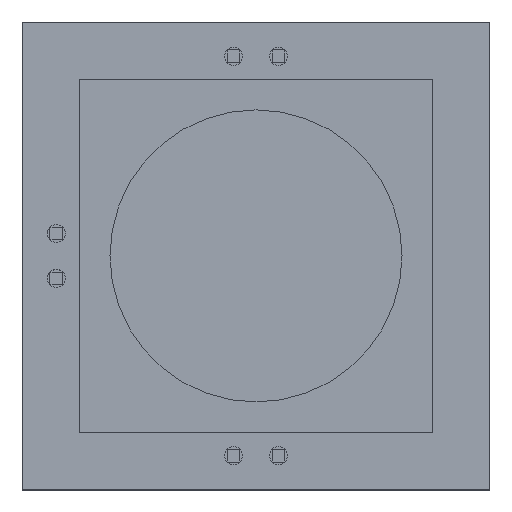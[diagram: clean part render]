
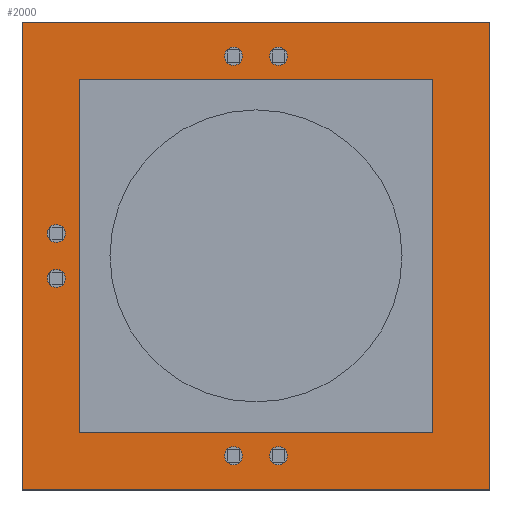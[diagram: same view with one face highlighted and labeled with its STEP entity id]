
A CAD part, top view. The second image highlights one B-rep face of the part: STEP entity #2000.
In plain terms, the highlighted planar face has unit normal (0, 0, 1).
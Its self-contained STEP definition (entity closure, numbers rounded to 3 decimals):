
#1680 = VERTEX_POINT('',#1681);
#1681 = CARTESIAN_POINT('',(-10.414,10.414,1.55));
#1687 = EDGE_CURVE('',#1680,#1688,#1690,.T.);
#1688 = VERTEX_POINT('',#1689);
#1689 = CARTESIAN_POINT('',(10.414,10.414,1.55));
#1690 = LINE('',#1691,#1692);
#1691 = CARTESIAN_POINT('',(-10.414,10.414,1.55));
#1692 = VECTOR('',#1693,1.);
#1693 = DIRECTION('',(1.,0.,0.));
#1720 = VERTEX_POINT('',#1721);
#1721 = CARTESIAN_POINT('',(-10.414,-10.414,1.55));
#1727 = EDGE_CURVE('',#1720,#1680,#1728,.T.);
#1728 = LINE('',#1729,#1730);
#1729 = CARTESIAN_POINT('',(-10.414,-10.414,1.55));
#1730 = VECTOR('',#1731,1.);
#1731 = DIRECTION('',(0.,1.,0.));
#1749 = EDGE_CURVE('',#1688,#1750,#1752,.T.);
#1750 = VERTEX_POINT('',#1751);
#1751 = CARTESIAN_POINT('',(10.414,-10.414,1.55));
#1752 = LINE('',#1753,#1754);
#1753 = CARTESIAN_POINT('',(10.414,10.414,1.55));
#1754 = VECTOR('',#1755,1.);
#1755 = DIRECTION('',(0.,-1.,0.));
#2000 = ADVANCED_FACE('',(#2001,#2012,#2023,#2034,#2045,#2056,#2198,
    #2209),#2220,.T.);
#2001 = FACE_BOUND('',#2002,.T.);
#2002 = EDGE_LOOP('',(#2003,#2004,#2005,#2011));
#2003 = ORIENTED_EDGE('',*,*,#1687,.F.);
#2004 = ORIENTED_EDGE('',*,*,#1727,.F.);
#2005 = ORIENTED_EDGE('',*,*,#2006,.F.);
#2006 = EDGE_CURVE('',#1750,#1720,#2007,.T.);
#2007 = LINE('',#2008,#2009);
#2008 = CARTESIAN_POINT('',(10.414,-10.414,1.55));
#2009 = VECTOR('',#2010,1.);
#2010 = DIRECTION('',(-1.,0.,0.));
#2011 = ORIENTED_EDGE('',*,*,#1749,.F.);
#2012 = FACE_BOUND('',#2013,.T.);
#2013 = EDGE_LOOP('',(#2014));
#2014 = ORIENTED_EDGE('',*,*,#2015,.F.);
#2015 = EDGE_CURVE('',#2016,#2016,#2018,.T.);
#2016 = VERTEX_POINT('',#2017);
#2017 = CARTESIAN_POINT('',(1.4,8.89,1.55));
#2018 = CIRCLE('',#2019,0.4);
#2019 = AXIS2_PLACEMENT_3D('',#2020,#2021,#2022);
#2020 = CARTESIAN_POINT('',(1.,8.89,1.55));
#2021 = DIRECTION('',(0.,0.,1.));
#2022 = DIRECTION('',(1.,0.,0.));
#2023 = FACE_BOUND('',#2024,.T.);
#2024 = EDGE_LOOP('',(#2025));
#2025 = ORIENTED_EDGE('',*,*,#2026,.F.);
#2026 = EDGE_CURVE('',#2027,#2027,#2029,.T.);
#2027 = VERTEX_POINT('',#2028);
#2028 = CARTESIAN_POINT('',(-0.6,8.89,1.55));
#2029 = CIRCLE('',#2030,0.4);
#2030 = AXIS2_PLACEMENT_3D('',#2031,#2032,#2033);
#2031 = CARTESIAN_POINT('',(-1.,8.89,1.55));
#2032 = DIRECTION('',(0.,0.,1.));
#2033 = DIRECTION('',(1.,0.,0.));
#2034 = FACE_BOUND('',#2035,.T.);
#2035 = EDGE_LOOP('',(#2036));
#2036 = ORIENTED_EDGE('',*,*,#2037,.F.);
#2037 = EDGE_CURVE('',#2038,#2038,#2040,.T.);
#2038 = VERTEX_POINT('',#2039);
#2039 = CARTESIAN_POINT('',(1.4,-8.89,1.55));
#2040 = CIRCLE('',#2041,0.4);
#2041 = AXIS2_PLACEMENT_3D('',#2042,#2043,#2044);
#2042 = CARTESIAN_POINT('',(1.,-8.89,1.55));
#2043 = DIRECTION('',(0.,0.,1.));
#2044 = DIRECTION('',(1.,0.,0.));
#2045 = FACE_BOUND('',#2046,.T.);
#2046 = EDGE_LOOP('',(#2047));
#2047 = ORIENTED_EDGE('',*,*,#2048,.F.);
#2048 = EDGE_CURVE('',#2049,#2049,#2051,.T.);
#2049 = VERTEX_POINT('',#2050);
#2050 = CARTESIAN_POINT('',(-0.6,-8.89,1.55));
#2051 = CIRCLE('',#2052,0.4);
#2052 = AXIS2_PLACEMENT_3D('',#2053,#2054,#2055);
#2053 = CARTESIAN_POINT('',(-1.,-8.89,1.55));
#2054 = DIRECTION('',(0.,0.,1.));
#2055 = DIRECTION('',(1.,0.,0.));
#2056 = FACE_BOUND('',#2057,.T.);
#2057 = EDGE_LOOP('',(#2058,#2068,#2077,#2086,#2095,#2103,#2112,#2121,
    #2130,#2138,#2147,#2156,#2165,#2173,#2182,#2191));
#2058 = ORIENTED_EDGE('',*,*,#2059,.F.);
#2059 = EDGE_CURVE('',#2060,#2062,#2064,.T.);
#2060 = VERTEX_POINT('',#2061);
#2061 = CARTESIAN_POINT('',(-7.875,2.415,1.55));
#2062 = VERTEX_POINT('',#2063);
#2063 = CARTESIAN_POINT('',(-7.875,-2.415,1.55));
#2064 = LINE('',#2065,#2066);
#2065 = CARTESIAN_POINT('',(-7.875,2.415,1.55));
#2066 = VECTOR('',#2067,1.);
#2067 = DIRECTION('',(0.,-1.,0.));
#2068 = ORIENTED_EDGE('',*,*,#2069,.F.);
#2069 = EDGE_CURVE('',#2070,#2060,#2072,.T.);
#2070 = VERTEX_POINT('',#2071);
#2071 = CARTESIAN_POINT('',(-6.055,4.235,1.55));
#2072 = CIRCLE('',#2073,1.82);
#2073 = AXIS2_PLACEMENT_3D('',#2074,#2075,#2076);
#2074 = CARTESIAN_POINT('',(-6.055,2.415,1.55));
#2075 = DIRECTION('',(0.,0.,1.));
#2076 = DIRECTION('',(1.,0.,0.));
#2077 = ORIENTED_EDGE('',*,*,#2078,.T.);
#2078 = EDGE_CURVE('',#2070,#2079,#2081,.T.);
#2079 = VERTEX_POINT('',#2080);
#2080 = CARTESIAN_POINT('',(-4.235,6.055,1.55));
#2081 = CIRCLE('',#2082,1.82);
#2082 = AXIS2_PLACEMENT_3D('',#2083,#2084,#2085);
#2083 = CARTESIAN_POINT('',(-6.055,6.055,1.55));
#2084 = DIRECTION('',(0.,0.,1.));
#2085 = DIRECTION('',(1.,0.,0.));
#2086 = ORIENTED_EDGE('',*,*,#2087,.F.);
#2087 = EDGE_CURVE('',#2088,#2079,#2090,.T.);
#2088 = VERTEX_POINT('',#2089);
#2089 = CARTESIAN_POINT('',(-2.415,7.875,1.55));
#2090 = CIRCLE('',#2091,1.82);
#2091 = AXIS2_PLACEMENT_3D('',#2092,#2093,#2094);
#2092 = CARTESIAN_POINT('',(-2.415,6.055,1.55));
#2093 = DIRECTION('',(0.,0.,1.));
#2094 = DIRECTION('',(1.,0.,0.));
#2095 = ORIENTED_EDGE('',*,*,#2096,.T.);
#2096 = EDGE_CURVE('',#2088,#2097,#2099,.T.);
#2097 = VERTEX_POINT('',#2098);
#2098 = CARTESIAN_POINT('',(2.415,7.875,1.55));
#2099 = LINE('',#2100,#2101);
#2100 = CARTESIAN_POINT('',(-2.415,7.875,1.55));
#2101 = VECTOR('',#2102,1.);
#2102 = DIRECTION('',(1.,0.,0.));
#2103 = ORIENTED_EDGE('',*,*,#2104,.F.);
#2104 = EDGE_CURVE('',#2105,#2097,#2107,.T.);
#2105 = VERTEX_POINT('',#2106);
#2106 = CARTESIAN_POINT('',(4.235,6.055,1.55));
#2107 = CIRCLE('',#2108,1.82);
#2108 = AXIS2_PLACEMENT_3D('',#2109,#2110,#2111);
#2109 = CARTESIAN_POINT('',(2.415,6.055,1.55));
#2110 = DIRECTION('',(0.,0.,1.));
#2111 = DIRECTION('',(1.,0.,0.));
#2112 = ORIENTED_EDGE('',*,*,#2113,.T.);
#2113 = EDGE_CURVE('',#2105,#2114,#2116,.T.);
#2114 = VERTEX_POINT('',#2115);
#2115 = CARTESIAN_POINT('',(6.055,4.235,1.55));
#2116 = CIRCLE('',#2117,1.82);
#2117 = AXIS2_PLACEMENT_3D('',#2118,#2119,#2120);
#2118 = CARTESIAN_POINT('',(6.055,6.055,1.55));
#2119 = DIRECTION('',(0.,0.,1.));
#2120 = DIRECTION('',(1.,0.,0.));
#2121 = ORIENTED_EDGE('',*,*,#2122,.F.);
#2122 = EDGE_CURVE('',#2123,#2114,#2125,.T.);
#2123 = VERTEX_POINT('',#2124);
#2124 = CARTESIAN_POINT('',(7.875,2.415,1.55));
#2125 = CIRCLE('',#2126,1.82);
#2126 = AXIS2_PLACEMENT_3D('',#2127,#2128,#2129);
#2127 = CARTESIAN_POINT('',(6.055,2.415,1.55));
#2128 = DIRECTION('',(0.,0.,1.));
#2129 = DIRECTION('',(1.,0.,0.));
#2130 = ORIENTED_EDGE('',*,*,#2131,.T.);
#2131 = EDGE_CURVE('',#2123,#2132,#2134,.T.);
#2132 = VERTEX_POINT('',#2133);
#2133 = CARTESIAN_POINT('',(7.875,-2.415,1.55));
#2134 = LINE('',#2135,#2136);
#2135 = CARTESIAN_POINT('',(7.875,2.415,1.55));
#2136 = VECTOR('',#2137,1.);
#2137 = DIRECTION('',(0.,-1.,0.));
#2138 = ORIENTED_EDGE('',*,*,#2139,.F.);
#2139 = EDGE_CURVE('',#2140,#2132,#2142,.T.);
#2140 = VERTEX_POINT('',#2141);
#2141 = CARTESIAN_POINT('',(6.055,-4.235,1.55));
#2142 = CIRCLE('',#2143,1.82);
#2143 = AXIS2_PLACEMENT_3D('',#2144,#2145,#2146);
#2144 = CARTESIAN_POINT('',(6.055,-2.415,1.55));
#2145 = DIRECTION('',(0.,0.,1.));
#2146 = DIRECTION('',(1.,0.,0.));
#2147 = ORIENTED_EDGE('',*,*,#2148,.T.);
#2148 = EDGE_CURVE('',#2140,#2149,#2151,.T.);
#2149 = VERTEX_POINT('',#2150);
#2150 = CARTESIAN_POINT('',(4.235,-6.055,1.55));
#2151 = CIRCLE('',#2152,1.82);
#2152 = AXIS2_PLACEMENT_3D('',#2153,#2154,#2155);
#2153 = CARTESIAN_POINT('',(6.055,-6.055,1.55));
#2154 = DIRECTION('',(0.,0.,1.));
#2155 = DIRECTION('',(1.,0.,0.));
#2156 = ORIENTED_EDGE('',*,*,#2157,.F.);
#2157 = EDGE_CURVE('',#2158,#2149,#2160,.T.);
#2158 = VERTEX_POINT('',#2159);
#2159 = CARTESIAN_POINT('',(2.415,-7.875,1.55));
#2160 = CIRCLE('',#2161,1.82);
#2161 = AXIS2_PLACEMENT_3D('',#2162,#2163,#2164);
#2162 = CARTESIAN_POINT('',(2.415,-6.055,1.55));
#2163 = DIRECTION('',(0.,0.,1.));
#2164 = DIRECTION('',(1.,0.,0.));
#2165 = ORIENTED_EDGE('',*,*,#2166,.F.);
#2166 = EDGE_CURVE('',#2167,#2158,#2169,.T.);
#2167 = VERTEX_POINT('',#2168);
#2168 = CARTESIAN_POINT('',(-2.415,-7.875,1.55));
#2169 = LINE('',#2170,#2171);
#2170 = CARTESIAN_POINT('',(-2.415,-7.875,1.55));
#2171 = VECTOR('',#2172,1.);
#2172 = DIRECTION('',(1.,0.,0.));
#2173 = ORIENTED_EDGE('',*,*,#2174,.F.);
#2174 = EDGE_CURVE('',#2175,#2167,#2177,.T.);
#2175 = VERTEX_POINT('',#2176);
#2176 = CARTESIAN_POINT('',(-4.235,-6.055,1.55));
#2177 = CIRCLE('',#2178,1.82);
#2178 = AXIS2_PLACEMENT_3D('',#2179,#2180,#2181);
#2179 = CARTESIAN_POINT('',(-2.415,-6.055,1.55));
#2180 = DIRECTION('',(0.,0.,1.));
#2181 = DIRECTION('',(1.,0.,0.));
#2182 = ORIENTED_EDGE('',*,*,#2183,.T.);
#2183 = EDGE_CURVE('',#2175,#2184,#2186,.T.);
#2184 = VERTEX_POINT('',#2185);
#2185 = CARTESIAN_POINT('',(-6.055,-4.235,1.55));
#2186 = CIRCLE('',#2187,1.82);
#2187 = AXIS2_PLACEMENT_3D('',#2188,#2189,#2190);
#2188 = CARTESIAN_POINT('',(-6.055,-6.055,1.55));
#2189 = DIRECTION('',(0.,0.,1.));
#2190 = DIRECTION('',(1.,0.,0.));
#2191 = ORIENTED_EDGE('',*,*,#2192,.F.);
#2192 = EDGE_CURVE('',#2062,#2184,#2193,.T.);
#2193 = CIRCLE('',#2194,1.82);
#2194 = AXIS2_PLACEMENT_3D('',#2195,#2196,#2197);
#2195 = CARTESIAN_POINT('',(-6.055,-2.415,1.55));
#2196 = DIRECTION('',(0.,0.,1.));
#2197 = DIRECTION('',(1.,0.,0.));
#2198 = FACE_BOUND('',#2199,.T.);
#2199 = EDGE_LOOP('',(#2200));
#2200 = ORIENTED_EDGE('',*,*,#2201,.F.);
#2201 = EDGE_CURVE('',#2202,#2202,#2204,.T.);
#2202 = VERTEX_POINT('',#2203);
#2203 = CARTESIAN_POINT('',(-8.49,-1.,1.55));
#2204 = CIRCLE('',#2205,0.4);
#2205 = AXIS2_PLACEMENT_3D('',#2206,#2207,#2208);
#2206 = CARTESIAN_POINT('',(-8.89,-1.,1.55));
#2207 = DIRECTION('',(0.,0.,1.));
#2208 = DIRECTION('',(1.,0.,0.));
#2209 = FACE_BOUND('',#2210,.T.);
#2210 = EDGE_LOOP('',(#2211));
#2211 = ORIENTED_EDGE('',*,*,#2212,.F.);
#2212 = EDGE_CURVE('',#2213,#2213,#2215,.T.);
#2213 = VERTEX_POINT('',#2214);
#2214 = CARTESIAN_POINT('',(-8.49,1.,1.55));
#2215 = CIRCLE('',#2216,0.4);
#2216 = AXIS2_PLACEMENT_3D('',#2217,#2218,#2219);
#2217 = CARTESIAN_POINT('',(-8.89,1.,1.55));
#2218 = DIRECTION('',(0.,0.,1.));
#2219 = DIRECTION('',(1.,0.,0.));
#2220 = PLANE('',#2221);
#2221 = AXIS2_PLACEMENT_3D('',#2222,#2223,#2224);
#2222 = CARTESIAN_POINT('',(-10.414,10.414,1.55));
#2223 = DIRECTION('',(0.,0.,1.));
#2224 = DIRECTION('',(1.,0.,0.));
